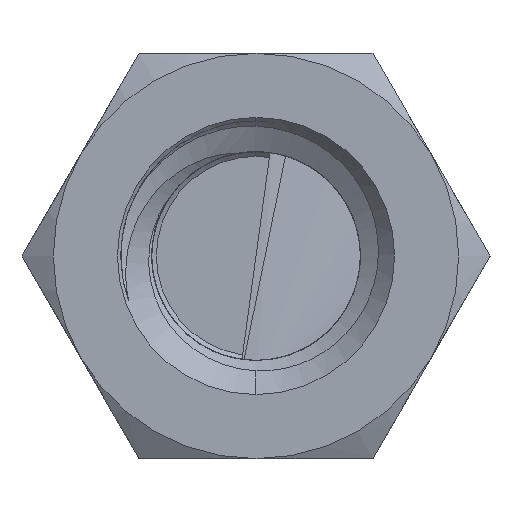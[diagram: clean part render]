
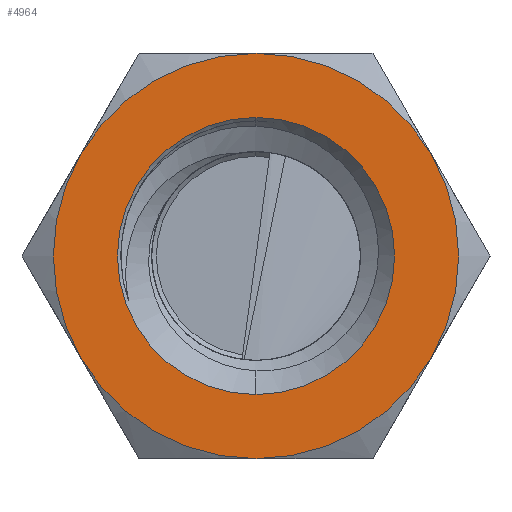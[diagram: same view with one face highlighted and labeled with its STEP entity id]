
A CAD part, left-side view. The second image highlights one B-rep face of the part: STEP entity #4964.
In plain terms, the highlighted planar face has unit normal (-1, 0, 0).
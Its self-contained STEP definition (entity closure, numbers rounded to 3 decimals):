
#195 = CARTESIAN_POINT ( 'NONE',  ( -17.25, 0., 0. ) ) ;
#269 = ORIENTED_EDGE ( 'NONE', *, *, #6462, .F. ) ;
#272 = ORIENTED_EDGE ( 'NONE', *, *, #6140, .F. ) ;
#277 = ORIENTED_EDGE ( 'NONE', *, *, #6161, .T. ) ;
#285 = ORIENTED_EDGE ( 'NONE', *, *, #6125, .F. ) ;
#286 = ORIENTED_EDGE ( 'NONE', *, *, #6155, .F. ) ;
#290 = ORIENTED_EDGE ( 'NONE', *, *, #6267, .F. ) ;
#298 = ORIENTED_EDGE ( 'NONE', *, *, #6150, .F. ) ;
#300 = ORIENTED_EDGE ( 'NONE', *, *, #6145, .F. ) ;
#342 = EDGE_LOOP ( 'NONE', ( #298, #290 ) ) ;
#882 = DIRECTION ( 'NONE',  ( 0., 0., -1. ) ) ;
#883 = DIRECTION ( 'NONE',  ( 1., 0., 0. ) ) ;
#897 = CARTESIAN_POINT ( 'NONE',  ( -17.25, 0., 0. ) ) ;
#1233 = DIRECTION ( 'NONE',  ( 0., 0., -1. ) ) ;
#1395 = CARTESIAN_POINT ( 'NONE',  ( -17.25, 0., 0. ) ) ;
#1398 = DIRECTION ( 'NONE',  ( 1., 0., 0. ) ) ;
#1412 = CARTESIAN_POINT ( 'NONE',  ( -17.25, 0., 0. ) ) ;
#1560 = DIRECTION ( 'NONE',  ( 0., 0., -1. ) ) ;
#1586 = DIRECTION ( 'NONE',  ( 0., 0., 1. ) ) ;
#1588 = DIRECTION ( 'NONE',  ( -1., 0., 0. ) ) ;
#1592 = CARTESIAN_POINT ( 'NONE',  ( -17.25, 0., 0. ) ) ;
#1883 = DIRECTION ( 'NONE',  ( 1., 0., 0. ) ) ;
#1904 = CARTESIAN_POINT ( 'NONE',  ( -17.25, 0., 0. ) ) ;
#2065 = DIRECTION ( 'NONE',  ( 1., 0., 0. ) ) ;
#2067 = CARTESIAN_POINT ( 'NONE',  ( -17.25, 0., 0. ) ) ;
#2137 = DIRECTION ( 'NONE',  ( 0., 0., -1. ) ) ;
#2193 = DIRECTION ( 'NONE',  ( 1., 0., 0. ) ) ;
#2195 = DIRECTION ( 'NONE',  ( 0., 0., -1. ) ) ;
#2352 = CARTESIAN_POINT ( 'NONE',  ( -17.25, 3.464, 0. ) ) ;
#2353 = PLANE ( 'NONE',  #6391 ) ;
#2985 = FACE_BOUND ( 'NONE', #342, .T. ) ;
#2999 = FACE_OUTER_BOUND ( 'NONE', #4695, .T. ) ;
#3379 = VERTEX_POINT ( 'NONE', #3776 ) ;
#3486 = CARTESIAN_POINT ( 'NONE',  ( -17.25, 2.598, -1.5 ) ) ;
#3491 = CARTESIAN_POINT ( 'NONE',  ( -17.25, 0., 2.051 ) ) ;
#3493 = CARTESIAN_POINT ( 'NONE',  ( -17.25, 0., -3. ) ) ;
#3495 = CARTESIAN_POINT ( 'NONE',  ( -17.25, -2.598, -1.5 ) ) ;
#3529 = CARTESIAN_POINT ( 'NONE',  ( -17.25, 0., 3. ) ) ;
#3535 = CARTESIAN_POINT ( 'NONE',  ( -17.25, -2.598, 1.5 ) ) ;
#3541 = CARTESIAN_POINT ( 'NONE',  ( -17.25, 2.598, 1.5 ) ) ;
#3677 = VERTEX_POINT ( 'NONE', #3541 ) ;
#3683 = VERTEX_POINT ( 'NONE', #3535 ) ;
#3709 = VERTEX_POINT ( 'NONE', #3529 ) ;
#3751 = VERTEX_POINT ( 'NONE', #3495 ) ;
#3757 = VERTEX_POINT ( 'NONE', #3493 ) ;
#3770 = VERTEX_POINT ( 'NONE', #3491 ) ;
#3776 = CARTESIAN_POINT ( 'NONE',  ( -17.25, 0., -2.051 ) ) ;
#3780 = VERTEX_POINT ( 'NONE', #3486 ) ;
#3982 = DIRECTION ( 'NONE',  ( 0., 0., 1. ) ) ;
#3983 = DIRECTION ( 'NONE',  ( 0., 0., -1. ) ) ;
#3984 = DIRECTION ( 'NONE',  ( -1., 0., 0. ) ) ;
#3989 = CARTESIAN_POINT ( 'NONE',  ( -17.25, 0., 0. ) ) ;
#4003 = DIRECTION ( 'NONE',  ( 1., 0., 0. ) ) ;
#4076 = CIRCLE ( 'NONE', #6439, 3. ) ;
#4079 = CIRCLE ( 'NONE', #6442, 3. ) ;
#4081 = CIRCLE ( 'NONE', #6441, 3. ) ;
#4082 = CIRCLE ( 'NONE', #6440, 2.051 ) ;
#4087 = CIRCLE ( 'NONE', #6444, 3. ) ;
#4091 = CIRCLE ( 'NONE', #6445, 3. ) ;
#4165 = CIRCLE ( 'NONE', #6457, 2.051 ) ;
#4228 = CIRCLE ( 'NONE', #5006, 3. ) ;
#4695 = EDGE_LOOP ( 'NONE', ( #300, #285, #272, #286, #277, #269 ) ) ;
#4964 = ADVANCED_FACE ( 'NONE', ( #2985, #2999 ), #2353, .F. ) ;
#5006 = AXIS2_PLACEMENT_3D ( 'NONE', #897, #883, #882 ) ;
#6103 = DIRECTION ( 'NONE',  ( 0., 0., 1. ) ) ;
#6104 = DIRECTION ( 'NONE',  ( -1., 0., 0. ) ) ;
#6125 = EDGE_CURVE ( 'NONE', #3751, #3757, #4076, .T. ) ;
#6140 = EDGE_CURVE ( 'NONE', #3683, #3751, #4079, .T. ) ;
#6145 = EDGE_CURVE ( 'NONE', #3757, #3780, #4081, .T. ) ;
#6150 = EDGE_CURVE ( 'NONE', #3770, #3379, #4082, .T. ) ;
#6155 = EDGE_CURVE ( 'NONE', #3709, #3683, #4087, .T. ) ;
#6161 = EDGE_CURVE ( 'NONE', #3709, #3677, #4091, .T. ) ;
#6267 = EDGE_CURVE ( 'NONE', #3379, #3770, #4165, .T. ) ;
#6391 = AXIS2_PLACEMENT_3D ( 'NONE', #2352, #2193, #2195 ) ;
#6439 = AXIS2_PLACEMENT_3D ( 'NONE', #1904, #1883, #1560 ) ;
#6440 = AXIS2_PLACEMENT_3D ( 'NONE', #1592, #1588, #1586 ) ;
#6441 = AXIS2_PLACEMENT_3D ( 'NONE', #2067, #2065, #2137 ) ;
#6442 = AXIS2_PLACEMENT_3D ( 'NONE', #1412, #1398, #1233 ) ;
#6444 = AXIS2_PLACEMENT_3D ( 'NONE', #1395, #4003, #3983 ) ;
#6445 = AXIS2_PLACEMENT_3D ( 'NONE', #3989, #3984, #3982 ) ;
#6457 = AXIS2_PLACEMENT_3D ( 'NONE', #195, #6104, #6103 ) ;
#6462 = EDGE_CURVE ( 'NONE', #3780, #3677, #4228, .T. ) ;
